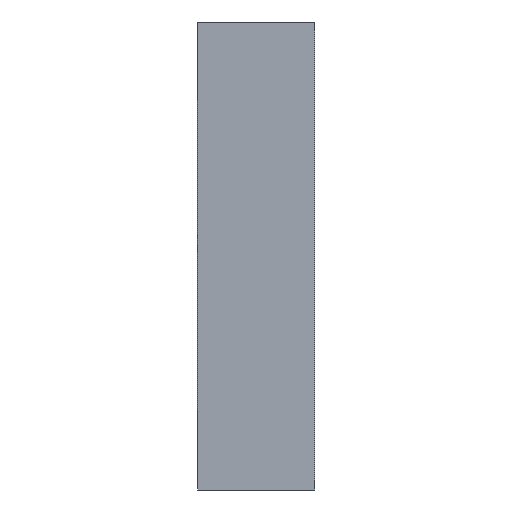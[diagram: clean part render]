
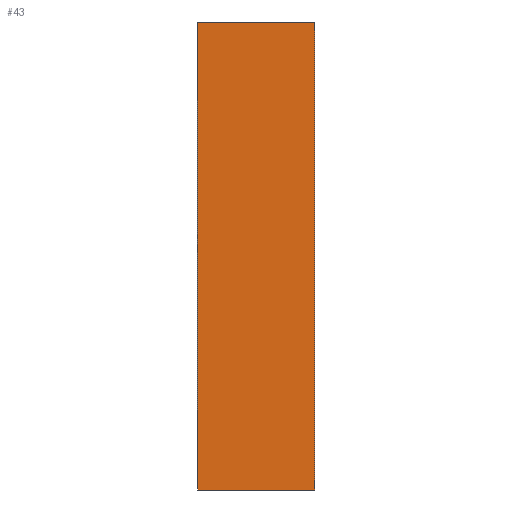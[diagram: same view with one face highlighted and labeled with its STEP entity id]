
A CAD part, left-side view. The second image highlights one B-rep face of the part: STEP entity #43.
In plain terms, the highlighted planar face has unit normal (-1, 0, 0).
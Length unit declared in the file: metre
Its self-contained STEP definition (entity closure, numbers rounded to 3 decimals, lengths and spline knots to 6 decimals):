
#43 = ADVANCED_FACE( 'NONE', ( #90 ), #91, .F. );
#90 = FACE_OUTER_BOUND( '', #157, .T. );
#91 = PLANE( '', #158 );
#157 = EDGE_LOOP( '', ( #230, #231, #232, #233 ) );
#158 = AXIS2_PLACEMENT_3D( '', #234, #235, #236 );
#230 = ORIENTED_EDGE( '', *, *, #325, .T. );
#231 = ORIENTED_EDGE( '', *, *, #315, .F. );
#232 = ORIENTED_EDGE( '', *, *, #326, .F. );
#233 = ORIENTED_EDGE( '', *, *, #318, .T. );
#234 = CARTESIAN_POINT( '', ( -0.028, 0.003, -0.006 ) );
#235 = DIRECTION( '', ( 1., 0., 0. ) );
#236 = DIRECTION( '', ( 0., 1., 0. ) );
#315 = EDGE_CURVE( 'NONE', #356, #351, #358, .T. );
#318 = EDGE_CURVE( 'NONE', #363, #361, #364, .T. );
#325 = EDGE_CURVE( 'NONE', #361, #351, #374, .T. );
#326 = EDGE_CURVE( 'NONE', #363, #356, #375, .T. );
#351 = VERTEX_POINT( 'NONE', #412 );
#356 = VERTEX_POINT( 'NONE', #419 );
#358 = LINE( '', #422, #423 );
#361 = VERTEX_POINT( 'NONE', #426 );
#363 = VERTEX_POINT( 'NONE', #429 );
#364 = LINE( '', #430, #431 );
#374 = LINE( '', #443, #444 );
#375 = LINE( '', #445, #446 );
#412 = CARTESIAN_POINT( '', ( -0.028, 0., 0.006 ) );
#419 = CARTESIAN_POINT( '', ( -0.028, 0.003, 0.006 ) );
#422 = CARTESIAN_POINT( '', ( -0.028, 0.003, 0.006 ) );
#423 = VECTOR( '', #487, 1. );
#426 = CARTESIAN_POINT( '', ( -0.028, 0., -0.006 ) );
#429 = CARTESIAN_POINT( '', ( -0.028, 0.003, -0.006 ) );
#430 = CARTESIAN_POINT( '', ( -0.028, 0.003, -0.006 ) );
#431 = VECTOR( '', #489, 1. );
#443 = CARTESIAN_POINT( '', ( -0.028, 0., -0.006 ) );
#444 = VECTOR( '', #498, 1. );
#445 = CARTESIAN_POINT( '', ( -0.028, 0.003, -0.006 ) );
#446 = VECTOR( '', #499, 1. );
#487 = DIRECTION( '', ( 0., -1., 0. ) );
#489 = DIRECTION( '', ( 0., -1., 0. ) );
#498 = DIRECTION( '', ( 0., 0., 1. ) );
#499 = DIRECTION( '', ( 0., 0., 1. ) );
